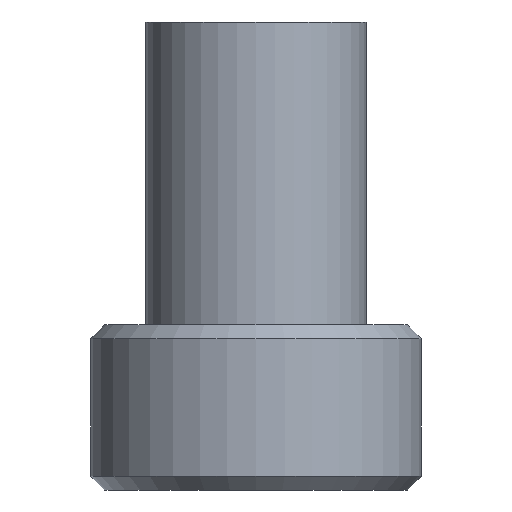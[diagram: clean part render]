
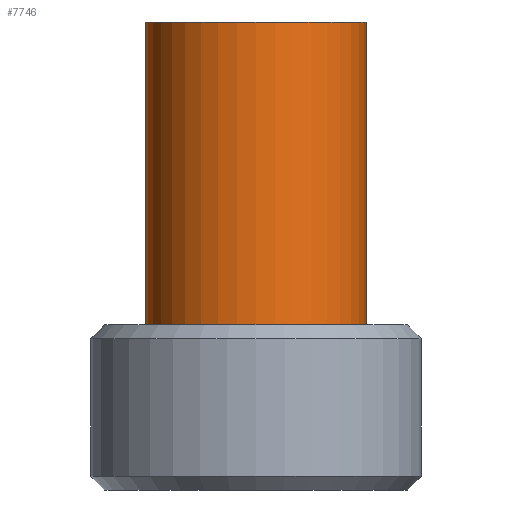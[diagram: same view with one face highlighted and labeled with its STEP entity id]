
A CAD part, left-side view. The second image highlights one B-rep face of the part: STEP entity #7746.
In plain terms, the highlighted cylindrical face has radius 4 mm (diameter 8 mm), a full revolution.
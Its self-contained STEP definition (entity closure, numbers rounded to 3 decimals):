
#48=CYLINDRICAL_SURFACE('',#8076,4.);
#54=CIRCLE('',#8066,4.);
#59=CIRCLE('',#8077,4.);
#1075=FACE_OUTER_BOUND('',#1551,.T.);
#1551=EDGE_LOOP('',(#6970,#6971,#6972,#6973));
#2274=LINE('',#14003,#2995);
#2995=VECTOR('',#9279,4.);
#3724=VERTEX_POINT('',#13984);
#3729=VERTEX_POINT('',#14002);
#4813=EDGE_CURVE('',#3724,#3724,#54,.T.);
#4820=EDGE_CURVE('',#3724,#3729,#2274,.T.);
#4821=EDGE_CURVE('',#3729,#3729,#59,.T.);
#6970=ORIENTED_EDGE('',*,*,#4813,.T.);
#6971=ORIENTED_EDGE('',*,*,#4820,.T.);
#6972=ORIENTED_EDGE('',*,*,#4821,.F.);
#6973=ORIENTED_EDGE('',*,*,#4820,.F.);
#7746=ADVANCED_FACE('',(#1075),#48,.T.);
#8066=AXIS2_PLACEMENT_3D('',#13985,#9255,#9256);
#8076=AXIS2_PLACEMENT_3D('',#14001,#9277,#9278);
#8077=AXIS2_PLACEMENT_3D('',#14004,#9280,#9281);
#9255=DIRECTION('center_axis',(0.,0.,-1.));
#9256=DIRECTION('ref_axis',(-1.,0.,0.));
#9277=DIRECTION('center_axis',(0.,0.,1.));
#9278=DIRECTION('ref_axis',(-1.,0.,0.));
#9279=DIRECTION('',(0.,0.,-1.));
#9280=DIRECTION('center_axis',(0.,0.,-1.));
#9281=DIRECTION('ref_axis',(-1.,0.,0.));
#13984=CARTESIAN_POINT('',(4.,0.,11.));
#13985=CARTESIAN_POINT('Origin',(0.,0.,11.));
#14001=CARTESIAN_POINT('Origin',(0.,0.,0.));
#14002=CARTESIAN_POINT('',(4.,0.,0.));
#14003=CARTESIAN_POINT('',(4.,0.,0.));
#14004=CARTESIAN_POINT('Origin',(0.,0.,0.));
